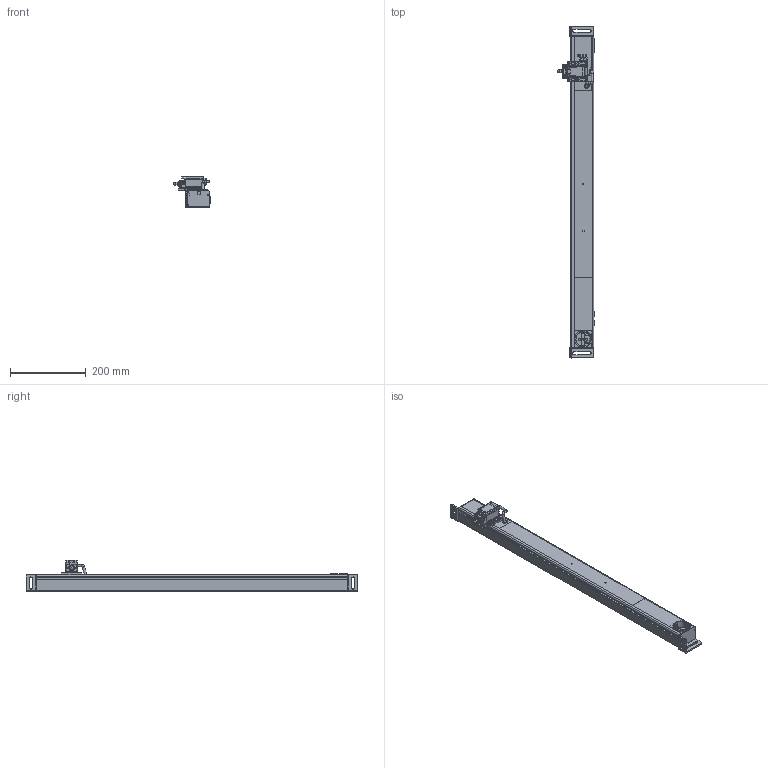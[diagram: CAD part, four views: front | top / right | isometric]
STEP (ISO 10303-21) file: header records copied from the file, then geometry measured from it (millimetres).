
FILE_DESCRIPTION(/* description */ (''),/* implementation_level */ '2;1');
FILE_NAME(/* name */ '111426_LED-A-825-SK-E.stp',/* time_stamp */ '2023-12-04T17:35:16+01:00',/* author */ ('cad'),/* organization */ (''),/* preprocessor_version */ 'ST-DEVELOPER v15.6',/* originating_system */ 'Autodesk Inventor 2015',/* authorisation */ '');
FILE_SCHEMA (('AUTOMOTIVE_DESIGN { 1 0 10303 214 3 1 1 }'));
Length unit declared in the file: millimetre
Products named in the file (1): 111426_LED-A-825-SK-E_Shrinkwrap_1
Bounding box: 96.7 x 875 x 83 mm (x, y, z)
Surface area: 302010.2 mm2 (no closed solid volume)
Topology: 0 solids, 69 shells, 1364 faces, 4816 edges, 3487 vertices
Faces by surface type: plane 1055, cylinder 227, bspline 33, cone 30, sphere 14, torus 5
Full cylindrical faces by diameter (mm): 6 x3, 8 x1
Entity records: 53538 total; most frequent: CARTESIAN_POINT 11746, ORIENTED_EDGE 8140, DIRECTION 8130, EDGE_CURVE 4784, LINE 3892, VECTOR 3892, VERTEX_POINT 3477, AXIS2_PLACEMENT_3D 2119
